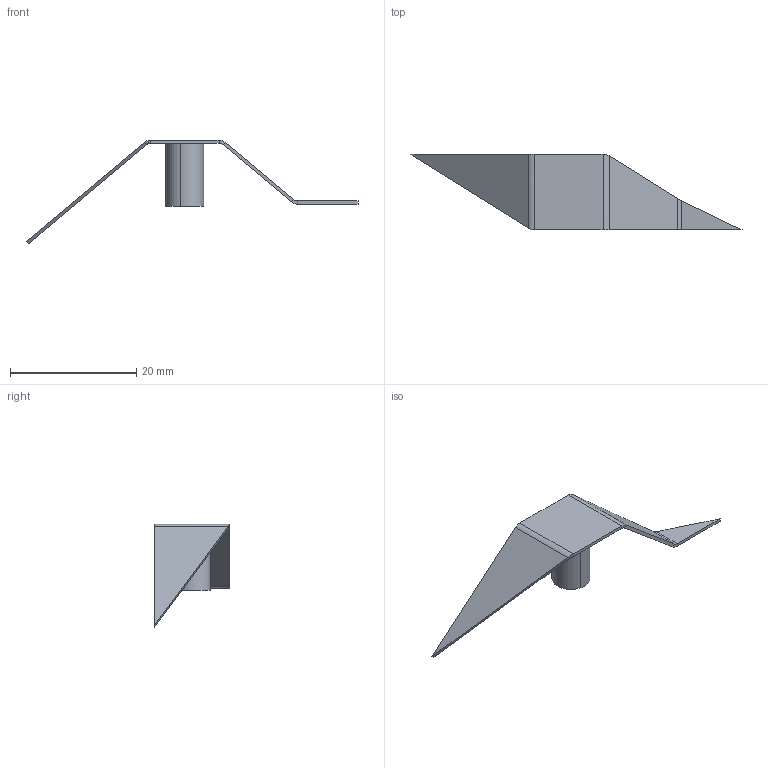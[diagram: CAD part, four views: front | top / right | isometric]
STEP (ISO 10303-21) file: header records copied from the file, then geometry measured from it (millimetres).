
FILE_DESCRIPTION(('produced by SPATIAL CORP'),'2;1');
FILE_NAME('Part33.hh.sat.stp', '2002-04-22T11:45:02+00:00',('SPATIAL CORP'),('SPATIAL CORP'), 'ACIS STEP Husk','http://www.spatial.com','SPATIAL CORP');
FILE_SCHEMA(('CONFIG_CONTROL_DESIGN'));
Length unit declared in the file: millimetre
Products named in the file (1): PRODUCT_ID_1
Bounding box: 52.64 x 12 x 16.45 mm (x, y, z)
Volume: 502.5 mm3; surface area: 1131.8 mm2
Topology: 1 solids, 1 shells, 34 faces, 69 edges, 38 vertices
Faces by surface type: plane 22, cylinder 9, bspline 3
Entity records: 1081 total; most frequent: CARTESIAN_POINT 387, ORIENTED_EDGE 138, DIRECTION 98, EDGE_CURVE 69, VERTEX_POINT 38, EDGE_LOOP 35, FACE_BOUND 35, ADVANCED_FACE 34
